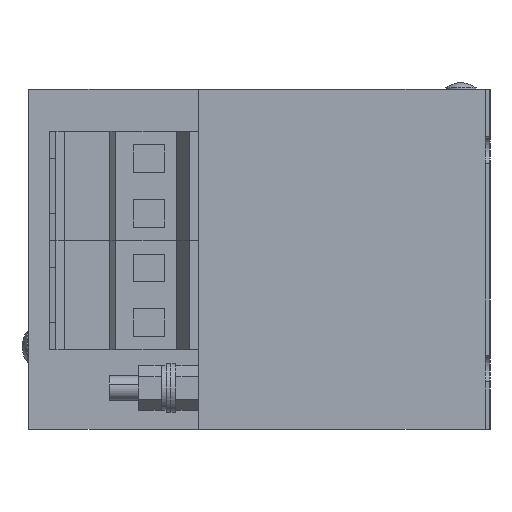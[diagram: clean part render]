
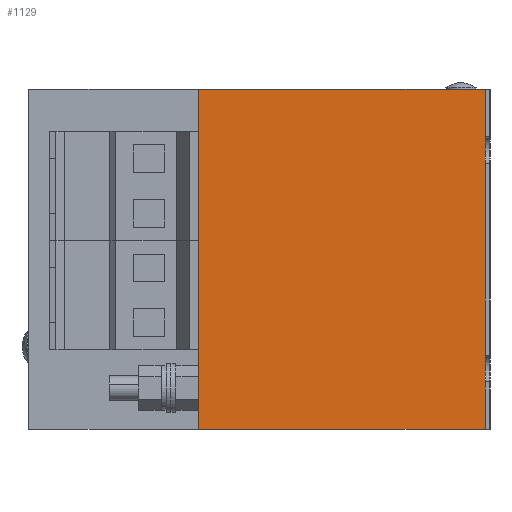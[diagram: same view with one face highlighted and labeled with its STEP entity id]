
A CAD part, left-side view. The second image highlights one B-rep face of the part: STEP entity #1129.
In plain terms, the highlighted planar face has unit normal (-1, 0, 0).
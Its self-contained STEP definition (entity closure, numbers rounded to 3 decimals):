
#846 = CARTESIAN_POINT ( 'NONE',  ( -120., 59., -34.5 ) ) ;
#891 = VECTOR ( 'NONE', #1144, 1000. ) ;
#902 = EDGE_CURVE ( 'NONE', #2537, #6162, #1393, .T. ) ;
#1129 = ADVANCED_FACE ( 'NONE', ( #5488 ), #5367, .T. ) ;
#1144 = DIRECTION ( 'NONE',  ( 0., 0., 1. ) ) ;
#1393 = LINE ( 'NONE', #846, #3375 ) ;
#1440 = EDGE_LOOP ( 'NONE', ( #6982, #4187, #4135, #5293 ) ) ;
#1717 = CARTESIAN_POINT ( 'NONE',  ( -120., 59., -34.5 ) ) ;
#1762 = LINE ( 'NONE', #4329, #891 ) ;
#1936 = LINE ( 'NONE', #7047, #5309 ) ;
#1974 = CARTESIAN_POINT ( 'NONE',  ( -120., 59., -34.5 ) ) ;
#2188 = CARTESIAN_POINT ( 'NONE',  ( -120., 59., 35.5 ) ) ;
#2537 = VERTEX_POINT ( 'NONE', #1974 ) ;
#2692 = LINE ( 'NONE', #6552, #8090 ) ;
#2778 = DIRECTION ( 'NONE',  ( 0., 0., 1. ) ) ;
#3120 = CARTESIAN_POINT ( 'NONE',  ( -120., 0., 35.5 ) ) ;
#3314 = DIRECTION ( 'NONE',  ( 0., -1., 0. ) ) ;
#3375 = VECTOR ( 'NONE', #3314, 1000. ) ;
#3807 = CARTESIAN_POINT ( 'NONE',  ( -120., 0., -34.5 ) ) ;
#3864 = DIRECTION ( 'NONE',  ( 0., -1., 0. ) ) ;
#4135 = ORIENTED_EDGE ( 'NONE', *, *, #7367, .F. ) ;
#4187 = ORIENTED_EDGE ( 'NONE', *, *, #7543, .F. ) ;
#4329 = CARTESIAN_POINT ( 'NONE',  ( -120., 59., -34.5 ) ) ;
#5293 = ORIENTED_EDGE ( 'NONE', *, *, #902, .T. ) ;
#5309 = VECTOR ( 'NONE', #3864, 1000. ) ;
#5367 = PLANE ( 'NONE',  #7650 ) ;
#5390 = VERTEX_POINT ( 'NONE', #3120 ) ;
#5488 = FACE_OUTER_BOUND ( 'NONE', #1440, .T. ) ;
#6162 = VERTEX_POINT ( 'NONE', #3807 ) ;
#6552 = CARTESIAN_POINT ( 'NONE',  ( -120., 0., -34.5 ) ) ;
#6667 = DIRECTION ( 'NONE',  ( -1., 0., 0. ) ) ;
#6982 = ORIENTED_EDGE ( 'NONE', *, *, #7235, .T. ) ;
#7047 = CARTESIAN_POINT ( 'NONE',  ( -120., 59., 35.5 ) ) ;
#7129 = VERTEX_POINT ( 'NONE', #2188 ) ;
#7235 = EDGE_CURVE ( 'NONE', #6162, #5390, #2692, .T. ) ;
#7367 = EDGE_CURVE ( 'NONE', #2537, #7129, #1762, .T. ) ;
#7543 = EDGE_CURVE ( 'NONE', #7129, #5390, #1936, .T. ) ;
#7650 = AXIS2_PLACEMENT_3D ( 'NONE', #1717, #6667, #7958 ) ;
#7958 = DIRECTION ( 'NONE',  ( 0., -1., 0. ) ) ;
#8090 = VECTOR ( 'NONE', #2778, 1000. ) ;
